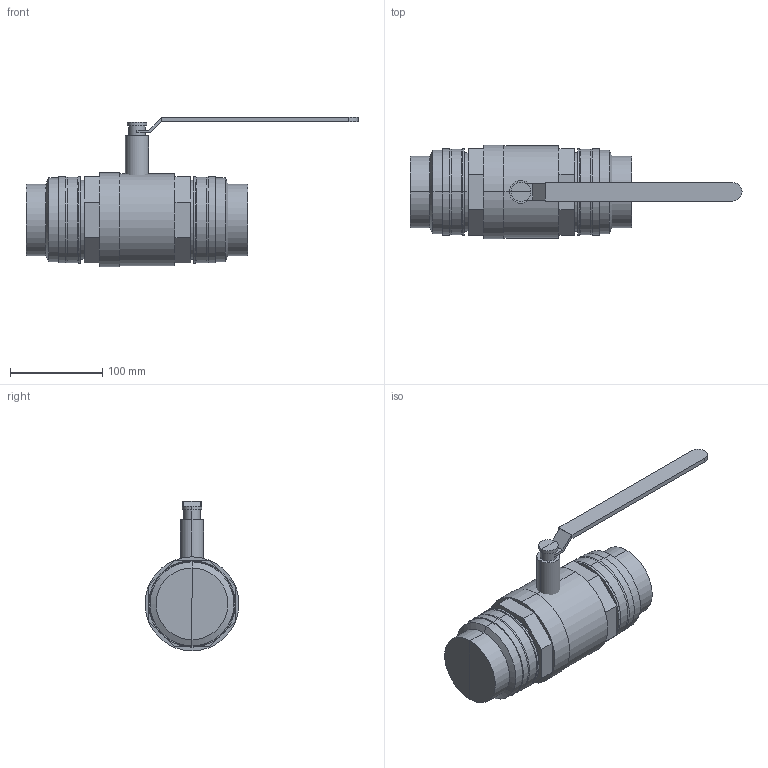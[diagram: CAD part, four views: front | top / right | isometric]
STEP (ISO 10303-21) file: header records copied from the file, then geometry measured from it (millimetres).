
FILE_DESCRIPTION(/* description */ (''),/* implementation_level */ '2;1');
FILE_NAME(/* name */ 'Plumbing_Joints_Aignep_Ball-Valve-Tube-90700-3DView-Preview',/* time_stamp */ '2025-08-20T22:01:53+03:00',/* author */ (''),/* organization */ (''),/* preprocessor_version */ 'ST-DEVELOPER v20',/* originating_system */ '',/* authorisation */ '');
FILE_SCHEMA (('AP242_MANAGED_MODEL_BASED_3D_ENGINEERING_MIM_LF { 1 0 10303 442 1 1 4 }'));
Length unit declared in the file: millimetre
Products named in the file (16): TopLevelAssembly; Revolve; Revolve_1; Sweep; Sweep_1; Handle; Revolve_2; Revolve_3; Nut; Nut 2; Model Lines; Model Lines_1; Model Lines_2; Model Lines_3; Model Lines_4; Model Lines_5
Assembly tree (15 placements, depth 2):
  TopLevelAssembly
    Revolve
    Revolve_1
    Sweep
    Sweep_1
    Handle
    Revolve_2
    Revolve_3
    Nut
    Nut 2
    Model Lines
    Model Lines_1
    Model Lines_2
    Model Lines_3
    Model Lines_4
    Model Lines_5
Bounding box: 360.5 x 102.03 x 162.51 mm (x, y, z)
Volume: 1710609.3 mm3; surface area: 202383.6 mm2
Topology: 11 solids, 11 shells, 112 faces, 216 edges, 132 vertices
Faces by surface type: plane 65, cylinder 35, bspline 12
Entity records: 3312 total; most frequent: CARTESIAN_POINT 599, DIRECTION 548, ORIENTED_EDGE 420, EDGE_CURVE 210, AXIS2_PLACEMENT_3D 201, LINE 146, VECTOR 146, VERTEX_POINT 120
